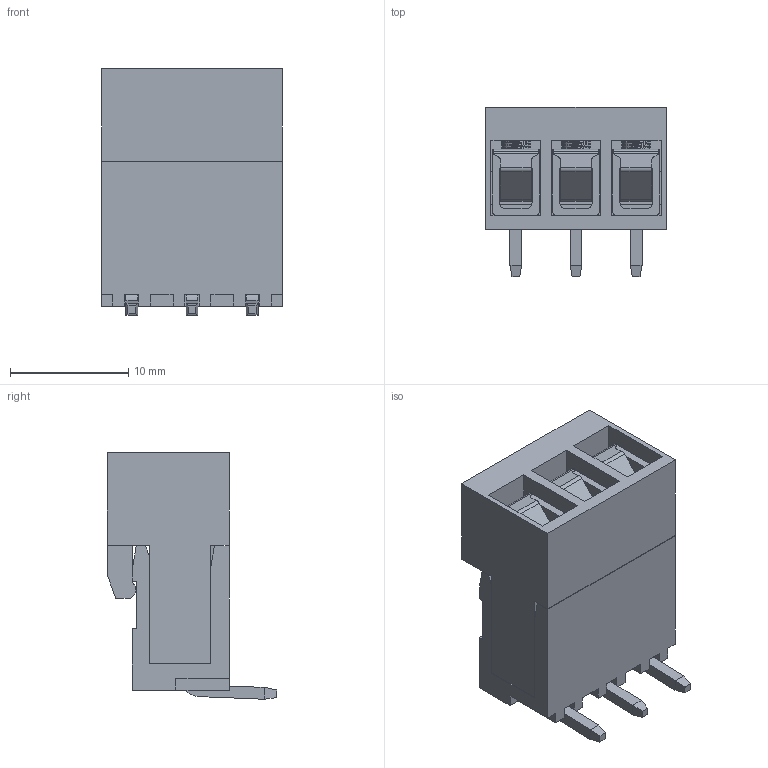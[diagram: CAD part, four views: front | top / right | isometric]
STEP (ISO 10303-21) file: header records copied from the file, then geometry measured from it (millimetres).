
FILE_DESCRIPTION (( 'STEP AP214' ), '1' );
FILE_NAME ('2EDG128-5.0-3P_2.STEP', '2014-01-04T10:13:11', ( '' ), ( '' ), 'SwSTEP 2.0', 'SolidWorks 2012', '' );
FILE_SCHEMA (( 'AUTOMOTIVE_DESIGN' ));
Length unit declared in the file: millimetre
Products named in the file (6): 錨璃18; 錨璃3; 錨璃7; 3EDG128 5.08 3P; 錨璃12; 2EDG128-5.0-3P_2
Assembly tree (11 placements, depth 2):
  2EDG128-5.0-3P_2
    錨璃12
    3EDG128 5.08 3P
    錨璃7  x3
    錨璃3  x3
    錨璃18  x3
Bounding box: 15.24 x 14.31 x 20.81 mm (x, y, z)
Volume: 2065 mm3; surface area: 4377.9 mm2
Topology: 11 solids, 11 shells, 540 faces, 1428 edges, 931 vertices
Faces by surface type: plane 273, cylinder 219, torus 24, bspline 15, cone 9
Entity records: 13345 total; most frequent: CARTESIAN_POINT 4212, ORIENTED_EDGE 1756, DIRECTION 1624, EDGE_CURVE 878, LINE 620, VECTOR 620, VERTEX_POINT 569, AXIS2_PLACEMENT_3D 502
